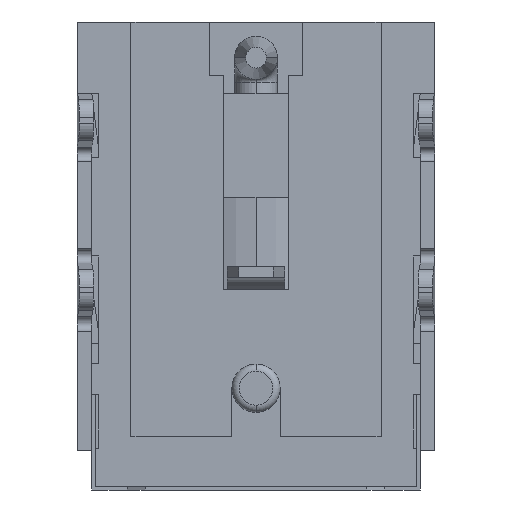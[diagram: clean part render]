
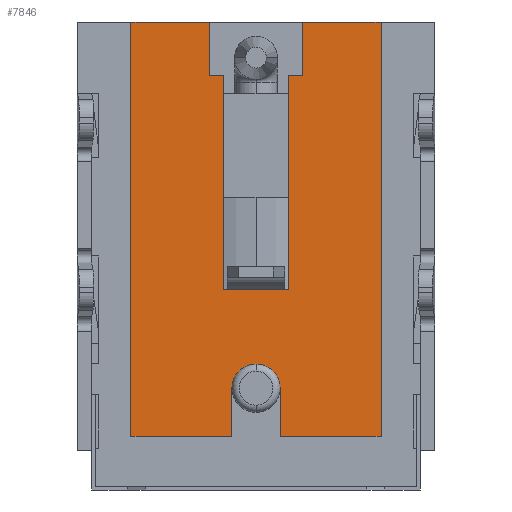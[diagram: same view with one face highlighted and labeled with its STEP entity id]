
A CAD part, front view. The second image highlights one B-rep face of the part: STEP entity #7846.
In plain terms, the highlighted planar face has unit normal (0, -1, 0).
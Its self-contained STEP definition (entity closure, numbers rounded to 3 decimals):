
#108 = EDGE_CURVE ( 'NONE', #993, #11560, #8108, .T. ) ;
#128 = DIRECTION ( 'NONE',  ( 0., 0., -1. ) ) ;
#334 = EDGE_CURVE ( 'NONE', #4059, #10040, #7185, .T. ) ;
#552 = VERTEX_POINT ( 'NONE', #2788 ) ;
#731 = EDGE_CURVE ( 'NONE', #12497, #762, #10943, .T. ) ;
#762 = VERTEX_POINT ( 'NONE', #868 ) ;
#817 = ORIENTED_EDGE ( 'NONE', *, *, #334, .T. ) ;
#868 = CARTESIAN_POINT ( 'NONE',  ( 0.675, -4.75, 0.4 ) ) ;
#870 = VERTEX_POINT ( 'NONE', #1133 ) ;
#872 = AXIS2_PLACEMENT_3D ( 'NONE', #7934, #11155, #12980 ) ;
#993 = VERTEX_POINT ( 'NONE', #2246 ) ;
#997 = VERTEX_POINT ( 'NONE', #1604 ) ;
#1007 = VECTOR ( 'NONE', #8807, 1000. ) ;
#1032 = VECTOR ( 'NONE', #4712, 1000. ) ;
#1047 = CIRCLE ( 'NONE', #872, 0.675 ) ;
#1133 = CARTESIAN_POINT ( 'NONE',  ( -0.675, -4.75, 0.4 ) ) ;
#1139 = EDGE_CURVE ( 'NONE', #997, #3405, #3420, .T. ) ;
#1221 = AXIS2_PLACEMENT_3D ( 'NONE', #10915, #4882, #9749 ) ;
#1234 = CARTESIAN_POINT ( 'NONE',  ( 0.9, -4.75, 4.5 ) ) ;
#1320 = VERTEX_POINT ( 'NONE', #10919 ) ;
#1524 = EDGE_CURVE ( 'NONE', #3405, #7471, #4792, .T. ) ;
#1604 = CARTESIAN_POINT ( 'NONE',  ( 0.9, -4.75, 10.5 ) ) ;
#1620 = ORIENTED_EDGE ( 'NONE', *, *, #1139, .F. ) ;
#1719 = VECTOR ( 'NONE', #128, 1000. ) ;
#1754 = VECTOR ( 'NONE', #12111, 1000. ) ;
#1831 = VERTEX_POINT ( 'NONE', #11159 ) ;
#1936 = CARTESIAN_POINT ( 'NONE',  ( 3.5, -4.75, 12. ) ) ;
#1955 = AXIS2_PLACEMENT_3D ( 'NONE', #7016, #9894, #7898 ) ;
#2162 = DIRECTION ( 'NONE',  ( 1., 0., 0. ) ) ;
#2184 = ORIENTED_EDGE ( 'NONE', *, *, #4372, .T. ) ;
#2206 = DIRECTION ( 'NONE',  ( 0., 0., 1. ) ) ;
#2210 = LINE ( 'NONE', #6092, #1719 ) ;
#2226 = ORIENTED_EDGE ( 'NONE', *, *, #731, .T. ) ;
#2246 = CARTESIAN_POINT ( 'NONE',  ( -1.3, -4.75, 12. ) ) ;
#2280 = VERTEX_POINT ( 'NONE', #9971 ) ;
#2285 = EDGE_CURVE ( 'NONE', #4702, #2280, #5094, .T. ) ;
#2393 = LINE ( 'NONE', #3144, #12788 ) ;
#2444 = EDGE_CURVE ( 'NONE', #1831, #993, #2393, .T. ) ;
#2479 = EDGE_CURVE ( 'NONE', #1320, #12497, #3032, .T. ) ;
#2785 = ORIENTED_EDGE ( 'NONE', *, *, #4730, .F. ) ;
#2787 = CARTESIAN_POINT ( 'NONE',  ( 1.3, -4.75, 13.5 ) ) ;
#2788 = CARTESIAN_POINT ( 'NONE',  ( -3.5, -4.75, 0.4 ) ) ;
#3009 = CARTESIAN_POINT ( 'NONE',  ( 0.675, -4.75, 0.4 ) ) ;
#3032 = CIRCLE ( 'NONE', #1955, 0.675 ) ;
#3144 = CARTESIAN_POINT ( 'NONE',  ( -1.3, -4.75, 1.75 ) ) ;
#3258 = CARTESIAN_POINT ( 'NONE',  ( 0.675, -4.75, 1.75 ) ) ;
#3381 = DIRECTION ( 'NONE',  ( 1., 0., 0. ) ) ;
#3405 = VERTEX_POINT ( 'NONE', #6116 ) ;
#3420 = LINE ( 'NONE', #12505, #1007 ) ;
#3479 = CARTESIAN_POINT ( 'NONE',  ( -0.9, -4.75, 4.5 ) ) ;
#3646 = ORIENTED_EDGE ( 'NONE', *, *, #12978, .T. ) ;
#4059 = VERTEX_POINT ( 'NONE', #7144 ) ;
#4171 = CARTESIAN_POINT ( 'NONE',  ( 3.5, -4.75, 0.4 ) ) ;
#4340 = ORIENTED_EDGE ( 'NONE', *, *, #5501, .F. ) ;
#4372 = EDGE_CURVE ( 'NONE', #7049, #1320, #1047, .T. ) ;
#4422 = LINE ( 'NONE', #10834, #9090 ) ;
#4645 = LINE ( 'NONE', #1234, #9202 ) ;
#4702 = VERTEX_POINT ( 'NONE', #9624 ) ;
#4712 = DIRECTION ( 'NONE',  ( -1., 0., 0. ) ) ;
#4730 = EDGE_CURVE ( 'NONE', #1831, #4702, #8894, .T. ) ;
#4792 = LINE ( 'NONE', #2787, #7147 ) ;
#4802 = DIRECTION ( 'NONE',  ( 1., 0., 0. ) ) ;
#4882 = DIRECTION ( 'NONE',  ( 0., 1., 0. ) ) ;
#4896 = DIRECTION ( 'NONE',  ( 0., 0., 1. ) ) ;
#5094 = LINE ( 'NONE', #8983, #1754 ) ;
#5132 = VECTOR ( 'NONE', #2162, 1000. ) ;
#5366 = EDGE_LOOP ( 'NONE', ( #2785, #8780, #10274, #7964, #8660, #7109, #2184, #9913, #2226, #3646, #817, #9952, #11385, #1620, #4340, #12944, #9702 ) ) ;
#5483 = CARTESIAN_POINT ( 'NONE',  ( -0.675, -4.75, 1.75 ) ) ;
#5501 = EDGE_CURVE ( 'NONE', #7380, #997, #4645, .T. ) ;
#5609 = LINE ( 'NONE', #4171, #5132 ) ;
#5766 = DIRECTION ( 'NONE',  ( 1., 0., 0. ) ) ;
#5843 = LINE ( 'NONE', #3479, #12618 ) ;
#5861 = DIRECTION ( 'NONE',  ( 0., 0., -1. ) ) ;
#5891 = CARTESIAN_POINT ( 'NONE',  ( 3.5, -4.75, 12. ) ) ;
#6018 = DIRECTION ( 'NONE',  ( 0., 0., 1. ) ) ;
#6092 = CARTESIAN_POINT ( 'NONE',  ( -3.5, -4.75, 12. ) ) ;
#6116 = CARTESIAN_POINT ( 'NONE',  ( 1.3, -4.75, 10.5 ) ) ;
#6170 = CARTESIAN_POINT ( 'NONE',  ( -0.675, -4.75, 0.4 ) ) ;
#6334 = EDGE_CURVE ( 'NONE', #870, #7049, #8367, .T. ) ;
#6446 = CARTESIAN_POINT ( 'NONE',  ( -3.5, -4.75, 12. ) ) ;
#6689 = CARTESIAN_POINT ( 'NONE',  ( -0.9, -4.75, 10.5 ) ) ;
#7016 = CARTESIAN_POINT ( 'NONE',  ( 0., -4.75, 1.75 ) ) ;
#7049 = VERTEX_POINT ( 'NONE', #5483 ) ;
#7109 = ORIENTED_EDGE ( 'NONE', *, *, #6334, .T. ) ;
#7111 = DIRECTION ( 'NONE',  ( 0., 0., 1. ) ) ;
#7144 = CARTESIAN_POINT ( 'NONE',  ( 3.5, -4.75, 0.4 ) ) ;
#7147 = VECTOR ( 'NONE', #11828, 1000. ) ;
#7185 = LINE ( 'NONE', #1936, #10160 ) ;
#7380 = VERTEX_POINT ( 'NONE', #11983 ) ;
#7403 = EDGE_CURVE ( 'NONE', #11560, #552, #2210, .T. ) ;
#7471 = VERTEX_POINT ( 'NONE', #11243 ) ;
#7846 = ADVANCED_FACE ( 'NONE', ( #10215 ), #11938, .F. ) ;
#7849 = EDGE_CURVE ( 'NONE', #552, #870, #4422, .T. ) ;
#7898 = DIRECTION ( 'NONE',  ( 0., 0., 1. ) ) ;
#7934 = CARTESIAN_POINT ( 'NONE',  ( 0., -4.75, 1.75 ) ) ;
#7964 = ORIENTED_EDGE ( 'NONE', *, *, #7403, .T. ) ;
#8108 = LINE ( 'NONE', #8529, #1032 ) ;
#8367 = LINE ( 'NONE', #6170, #12190 ) ;
#8529 = CARTESIAN_POINT ( 'NONE',  ( 3.5, -4.75, 12. ) ) ;
#8660 = ORIENTED_EDGE ( 'NONE', *, *, #7849, .T. ) ;
#8780 = ORIENTED_EDGE ( 'NONE', *, *, #2444, .T. ) ;
#8807 = DIRECTION ( 'NONE',  ( 1., 0., 0. ) ) ;
#8894 = LINE ( 'NONE', #6689, #11313 ) ;
#8983 = CARTESIAN_POINT ( 'NONE',  ( -0.9, -4.75, 10.5 ) ) ;
#9071 = DIRECTION ( 'NONE',  ( -1., 0., 0. ) ) ;
#9090 = VECTOR ( 'NONE', #4802, 1000. ) ;
#9202 = VECTOR ( 'NONE', #2206, 1000. ) ;
#9273 = EDGE_CURVE ( 'NONE', #2280, #7380, #5843, .T. ) ;
#9624 = CARTESIAN_POINT ( 'NONE',  ( -0.9, -4.75, 10.5 ) ) ;
#9702 = ORIENTED_EDGE ( 'NONE', *, *, #2285, .F. ) ;
#9749 = DIRECTION ( 'NONE',  ( 0., 0., 1. ) ) ;
#9894 = DIRECTION ( 'NONE',  ( 0., 1., 0. ) ) ;
#9913 = ORIENTED_EDGE ( 'NONE', *, *, #2479, .T. ) ;
#9952 = ORIENTED_EDGE ( 'NONE', *, *, #10239, .T. ) ;
#9971 = CARTESIAN_POINT ( 'NONE',  ( -0.9, -4.75, 4.5 ) ) ;
#10011 = CARTESIAN_POINT ( 'NONE',  ( 3.5, -4.75, 12. ) ) ;
#10040 = VERTEX_POINT ( 'NONE', #5891 ) ;
#10160 = VECTOR ( 'NONE', #7111, 1000. ) ;
#10215 = FACE_OUTER_BOUND ( 'NONE', #5366, .T. ) ;
#10239 = EDGE_CURVE ( 'NONE', #10040, #7471, #10390, .T. ) ;
#10274 = ORIENTED_EDGE ( 'NONE', *, *, #108, .T. ) ;
#10390 = LINE ( 'NONE', #10011, #12448 ) ;
#10624 = VECTOR ( 'NONE', #5861, 1000. ) ;
#10834 = CARTESIAN_POINT ( 'NONE',  ( -0.675, -4.75, 0.4 ) ) ;
#10915 = CARTESIAN_POINT ( 'NONE',  ( 0., -4.75, 1.75 ) ) ;
#10919 = CARTESIAN_POINT ( 'NONE',  ( 0., -4.75, 2.425 ) ) ;
#10943 = LINE ( 'NONE', #3009, #10624 ) ;
#11155 = DIRECTION ( 'NONE',  ( 0., 1., 0. ) ) ;
#11159 = CARTESIAN_POINT ( 'NONE',  ( -1.3, -4.75, 10.5 ) ) ;
#11243 = CARTESIAN_POINT ( 'NONE',  ( 1.3, -4.75, 12. ) ) ;
#11313 = VECTOR ( 'NONE', #5766, 1000. ) ;
#11385 = ORIENTED_EDGE ( 'NONE', *, *, #1524, .F. ) ;
#11560 = VERTEX_POINT ( 'NONE', #6446 ) ;
#11828 = DIRECTION ( 'NONE',  ( 0., 0., 1. ) ) ;
#11938 = PLANE ( 'NONE',  #1221 ) ;
#11983 = CARTESIAN_POINT ( 'NONE',  ( 0.9, -4.75, 4.5 ) ) ;
#12111 = DIRECTION ( 'NONE',  ( 0., 0., -1. ) ) ;
#12190 = VECTOR ( 'NONE', #6018, 1000. ) ;
#12448 = VECTOR ( 'NONE', #9071, 1000. ) ;
#12497 = VERTEX_POINT ( 'NONE', #3258 ) ;
#12505 = CARTESIAN_POINT ( 'NONE',  ( 1.3, -4.75, 10.5 ) ) ;
#12618 = VECTOR ( 'NONE', #3381, 1000. ) ;
#12788 = VECTOR ( 'NONE', #4896, 1000. ) ;
#12944 = ORIENTED_EDGE ( 'NONE', *, *, #9273, .F. ) ;
#12978 = EDGE_CURVE ( 'NONE', #762, #4059, #5609, .T. ) ;
#12980 = DIRECTION ( 'NONE',  ( 0., 0., 1. ) ) ;
